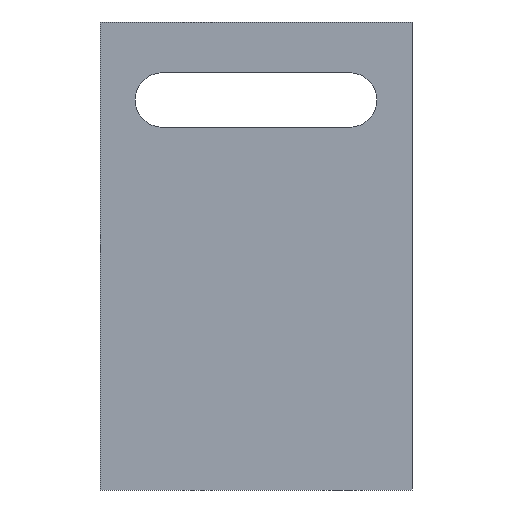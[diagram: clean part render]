
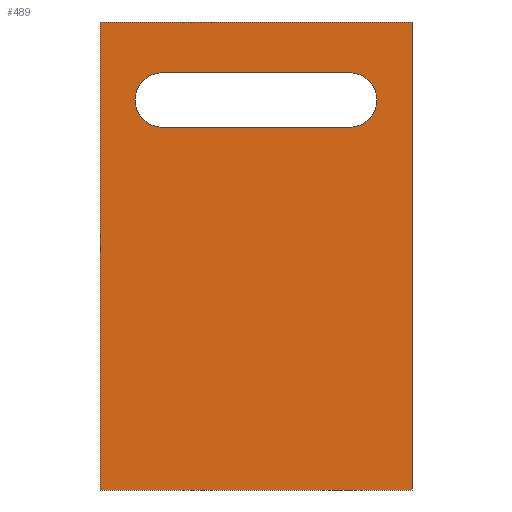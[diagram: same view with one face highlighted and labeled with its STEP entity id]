
A CAD part, front view. The second image highlights one B-rep face of the part: STEP entity #489.
In plain terms, the highlighted planar face has unit normal (0, -1, 0).
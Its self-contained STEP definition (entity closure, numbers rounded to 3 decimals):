
#19=FACE_BOUND('',#75,.T.);
#29=PLANE('',#539);
#47=FACE_OUTER_BOUND('',#74,.T.);
#74=EDGE_LOOP('',(#372,#373,#374,#375));
#75=EDGE_LOOP('',(#376,#377,#378,#379));
#100=LINE('',#726,#148);
#104=LINE('',#736,#152);
#114=LINE('',#758,#162);
#119=LINE('',#782,#167);
#120=LINE('',#784,#168);
#121=LINE('',#785,#169);
#148=VECTOR('',#581,12.);
#152=VECTOR('',#593,12.);
#162=VECTOR('',#607,30.);
#167=VECTOR('',#630,20.);
#168=VECTOR('',#631,30.);
#169=VECTOR('',#632,20.);
#194=CIRCLE('',#523,1.75);
#196=CIRCLE('',#527,1.75);
#217=VERTEX_POINT('',#717);
#218=VERTEX_POINT('',#719);
#220=VERTEX_POINT('',#725);
#222=VERTEX_POINT('',#731);
#231=VERTEX_POINT('',#755);
#232=VERTEX_POINT('',#757);
#242=VERTEX_POINT('',#781);
#243=VERTEX_POINT('',#783);
#265=EDGE_CURVE('',#218,#217,#194,.T.);
#268=EDGE_CURVE('',#220,#218,#100,.T.);
#271=EDGE_CURVE('',#222,#220,#196,.T.);
#274=EDGE_CURVE('',#217,#222,#104,.T.);
#284=EDGE_CURVE('',#232,#231,#114,.T.);
#296=EDGE_CURVE('',#242,#231,#119,.T.);
#297=EDGE_CURVE('',#243,#242,#120,.T.);
#298=EDGE_CURVE('',#243,#232,#121,.T.);
#372=ORIENTED_EDGE('',*,*,#296,.F.);
#373=ORIENTED_EDGE('',*,*,#297,.F.);
#374=ORIENTED_EDGE('',*,*,#298,.T.);
#375=ORIENTED_EDGE('',*,*,#284,.T.);
#376=ORIENTED_EDGE('',*,*,#265,.T.);
#377=ORIENTED_EDGE('',*,*,#274,.T.);
#378=ORIENTED_EDGE('',*,*,#271,.T.);
#379=ORIENTED_EDGE('',*,*,#268,.T.);
#489=ADVANCED_FACE('',(#47,#19),#29,.T.);
#523=AXIS2_PLACEMENT_3D('',#720,#575,#576);
#527=AXIS2_PLACEMENT_3D('',#732,#587,#588);
#539=AXIS2_PLACEMENT_3D('',#780,#628,#629);
#575=DIRECTION('center_axis',(0.,1.,0.));
#576=DIRECTION('ref_axis',(0.,0.,1.));
#581=DIRECTION('',(-1.,0.,0.));
#587=DIRECTION('center_axis',(0.,1.,0.));
#588=DIRECTION('ref_axis',(0.,0.,1.));
#593=DIRECTION('',(1.,0.,0.));
#607=DIRECTION('',(0.,0.,1.));
#628=DIRECTION('center_axis',(0.,-1.,0.));
#629=DIRECTION('ref_axis',(0.,0.,-1.));
#630=DIRECTION('',(1.,0.,0.));
#631=DIRECTION('',(0.,0.,1.));
#632=DIRECTION('',(1.,0.,0.));
#717=CARTESIAN_POINT('',(-6.,-22.5,-3.25));
#719=CARTESIAN_POINT('',(-6.,-22.5,-6.75));
#720=CARTESIAN_POINT('Origin',(-6.,-22.5,-5.));
#725=CARTESIAN_POINT('',(6.,-22.5,-6.75));
#726=CARTESIAN_POINT('',(6.,-22.5,-6.75));
#731=CARTESIAN_POINT('',(6.,-22.5,-3.25));
#732=CARTESIAN_POINT('Origin',(6.,-22.5,-5.));
#736=CARTESIAN_POINT('',(-6.,-22.5,-3.25));
#755=CARTESIAN_POINT('',(10.,-22.5,0.));
#757=CARTESIAN_POINT('',(10.,-22.5,-30.));
#758=CARTESIAN_POINT('',(10.,-22.5,-30.));
#780=CARTESIAN_POINT('Origin',(-10.,-22.5,-30.));
#781=CARTESIAN_POINT('',(-10.,-22.5,0.));
#782=CARTESIAN_POINT('',(-10.,-22.5,0.));
#783=CARTESIAN_POINT('',(-10.,-22.5,-30.));
#784=CARTESIAN_POINT('',(-10.,-22.5,-30.));
#785=CARTESIAN_POINT('',(-10.,-22.5,-30.));
